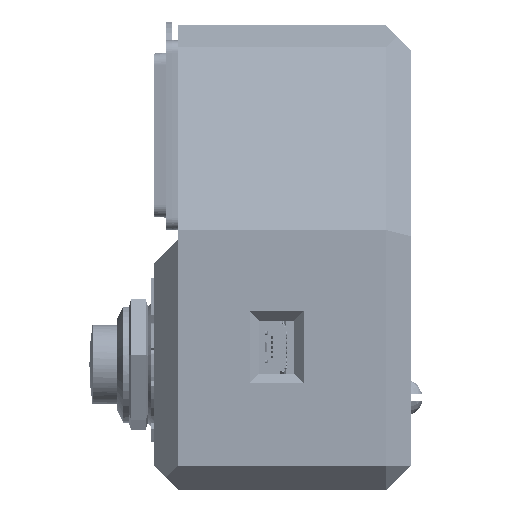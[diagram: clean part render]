
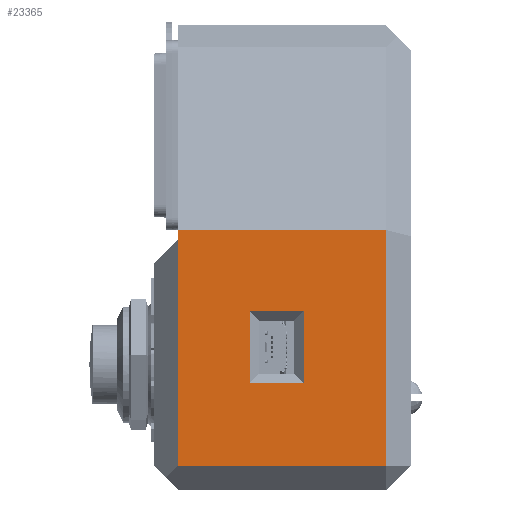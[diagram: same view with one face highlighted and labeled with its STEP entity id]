
A CAD part, left-side view. The second image highlights one B-rep face of the part: STEP entity #23365.
In plain terms, the highlighted free-form (B-spline) face has degree [1, 1] with [2, 2] control points.
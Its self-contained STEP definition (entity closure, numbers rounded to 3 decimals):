
#10983 = VERTEX_POINT('',#10984);
#10984 = CARTESIAN_POINT('',(-141.431,38.856,
    -20.292));
#10989 = EDGE_CURVE('',#10983,#10990,#10992,.T.);
#10990 = VERTEX_POINT('',#10991);
#10991 = CARTESIAN_POINT('',(-141.431,38.856,
    19.076));
#10992 = B_SPLINE_CURVE_WITH_KNOTS('',1,(#10993,#10994),.UNSPECIFIED.,
  .F.,.F.,(2,2),(-37.,1.5),.PIECEWISE_BEZIER_KNOTS.);
#10993 = CARTESIAN_POINT('',(-141.431,38.856,
    -20.292));
#10994 = CARTESIAN_POINT('',(-141.431,38.856,
    19.076));
#11208 = VERTEX_POINT('',#11209);
#11209 = CARTESIAN_POINT('',(-141.431,4.09,
    19.076));
#11231 = EDGE_CURVE('',#11208,#10990,#11232,.T.);
#11232 = B_SPLINE_CURVE_WITH_KNOTS('',1,(#11233,#11234),.UNSPECIFIED.,
  .F.,.F.,(2,2),(-15.,19.),.PIECEWISE_BEZIER_KNOTS.);
#11233 = CARTESIAN_POINT('',(-141.431,4.09,
    19.076));
#11234 = CARTESIAN_POINT('',(-141.431,38.856,
    19.076));
#11246 = EDGE_CURVE('',#11208,#11247,#11249,.T.);
#11247 = VERTEX_POINT('',#11248);
#11248 = CARTESIAN_POINT('',(-141.431,4.09,
    -20.292));
#11249 = B_SPLINE_CURVE_WITH_KNOTS('',1,(#11250,#11251),.UNSPECIFIED.,
  .F.,.F.,(2,2),(-32.25,6.25),.PIECEWISE_BEZIER_KNOTS.);
#11250 = CARTESIAN_POINT('',(-141.431,4.09,
    19.076));
#11251 = CARTESIAN_POINT('',(-141.431,4.09,
    -20.292));
#11361 = EDGE_CURVE('',#11247,#10983,#11362,.T.);
#11362 = B_SPLINE_CURVE_WITH_KNOTS('',1,(#11363,#11364),.UNSPECIFIED.,
  .F.,.F.,(2,2),(4.,38.),.PIECEWISE_BEZIER_KNOTS.);
#11363 = CARTESIAN_POINT('',(-141.431,4.09,
    -20.292));
#11364 = CARTESIAN_POINT('',(-141.431,38.856,
    -20.292));
#23201 = EDGE_CURVE('',#23202,#23204,#23206,.T.);
#23202 = VERTEX_POINT('',#23203);
#23203 = CARTESIAN_POINT('',(-141.431,17.894,
    5.476));
#23204 = VERTEX_POINT('',#23205);
#23205 = CARTESIAN_POINT('',(-141.431,26.893,
    5.476));
#23206 = B_SPLINE_CURVE_WITH_KNOTS('',1,(#23207,#23208),.UNSPECIFIED.,
  .F.,.F.,(2,2),(-1.5,7.3),.PIECEWISE_BEZIER_KNOTS.);
#23207 = CARTESIAN_POINT('',(-141.431,17.894,
    5.476));
#23208 = CARTESIAN_POINT('',(-141.431,26.893,
    5.476));
#23237 = EDGE_CURVE('',#23204,#23238,#23240,.T.);
#23238 = VERTEX_POINT('',#23239);
#23239 = CARTESIAN_POINT('',(-141.431,26.893,
    -6.488));
#23240 = B_SPLINE_CURVE_WITH_KNOTS('',1,(#23241,#23242),.UNSPECIFIED.,
  .F.,.F.,(2,2),(-19.7,-8.),.PIECEWISE_BEZIER_KNOTS.);
#23241 = CARTESIAN_POINT('',(-141.431,26.893,
    5.476));
#23242 = CARTESIAN_POINT('',(-141.431,26.893,
    -6.488));
#23273 = EDGE_CURVE('',#23238,#23274,#23276,.T.);
#23274 = VERTEX_POINT('',#23275);
#23275 = CARTESIAN_POINT('',(-141.431,17.894,
    -6.488));
#23276 = B_SPLINE_CURVE_WITH_KNOTS('',1,(#23277,#23278),.UNSPECIFIED.,
  .F.,.F.,(2,2),(-7.3,1.5),.PIECEWISE_BEZIER_KNOTS.);
#23277 = CARTESIAN_POINT('',(-141.431,26.893,
    -6.488));
#23278 = CARTESIAN_POINT('',(-141.431,17.894,
    -6.488));
#23293 = EDGE_CURVE('',#23274,#23202,#23294,.T.);
#23294 = B_SPLINE_CURVE_WITH_KNOTS('',1,(#23295,#23296),.UNSPECIFIED.,
  .F.,.F.,(2,2),(5.825,17.525),.PIECEWISE_BEZIER_KNOTS.);
#23295 = CARTESIAN_POINT('',(-141.431,17.894,
    -6.488));
#23296 = CARTESIAN_POINT('',(-141.431,17.894,
    5.476));
#23365 = ADVANCED_FACE('',(#23366,#23372),#23378,.T.);
#23366 = FACE_BOUND('',#23367,.T.);
#23367 = EDGE_LOOP('',(#23368,#23369,#23370,#23371));
#23368 = ORIENTED_EDGE('',*,*,#11231,.T.);
#23369 = ORIENTED_EDGE('',*,*,#10989,.F.);
#23370 = ORIENTED_EDGE('',*,*,#11361,.F.);
#23371 = ORIENTED_EDGE('',*,*,#11246,.F.);
#23372 = FACE_BOUND('',#23373,.T.);
#23373 = EDGE_LOOP('',(#23374,#23375,#23376,#23377));
#23374 = ORIENTED_EDGE('',*,*,#23201,.F.);
#23375 = ORIENTED_EDGE('',*,*,#23293,.F.);
#23376 = ORIENTED_EDGE('',*,*,#23273,.F.);
#23377 = ORIENTED_EDGE('',*,*,#23237,.F.);
#23378 = B_SPLINE_SURFACE_WITH_KNOTS('',1,1,(
    (#23379,#23380)
    ,(#23381,#23382
    )),.UNSPECIFIED.,.F.,.F.,.F.,(2,2),(2,2),(4.,42.5),(4.,38.),
  .PIECEWISE_BEZIER_KNOTS.);
#23379 = CARTESIAN_POINT('',(-141.431,4.09,
    -20.292));
#23380 = CARTESIAN_POINT('',(-141.431,38.856,
    -20.292));
#23381 = CARTESIAN_POINT('',(-141.431,4.09,
    19.076));
#23382 = CARTESIAN_POINT('',(-141.431,38.856,
    19.076));
